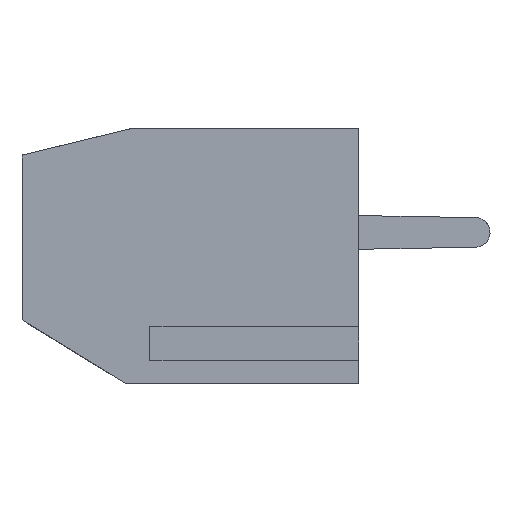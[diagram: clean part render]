
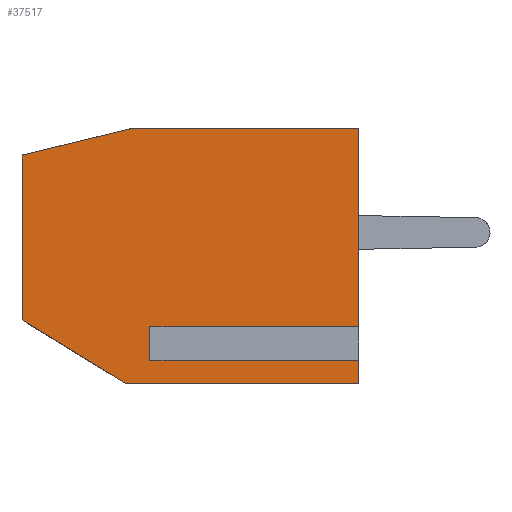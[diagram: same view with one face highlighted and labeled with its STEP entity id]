
A CAD part, left-side view. The second image highlights one B-rep face of the part: STEP entity #37517.
In plain terms, the highlighted planar face has unit normal (-1, 0, 0).
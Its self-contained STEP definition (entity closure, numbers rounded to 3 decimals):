
#589 = VECTOR ( 'NONE', #24053, 1000. ) ;
#1579 = DIRECTION ( 'NONE',  ( 0., -1., 0. ) ) ;
#1949 = EDGE_CURVE ( 'NONE', #31185, #10962, #27295, .T. ) ;
#3486 = ORIENTED_EDGE ( 'NONE', *, *, #28724, .F. ) ;
#3857 = DIRECTION ( 'NONE',  ( 0., 0., 1. ) ) ;
#4035 = ORIENTED_EDGE ( 'NONE', *, *, #37875, .T. ) ;
#4517 = EDGE_CURVE ( 'NONE', #35470, #17068, #8126, .T. ) ;
#4723 = LINE ( 'NONE', #34718, #6555 ) ;
#5391 = DIRECTION ( 'NONE',  ( 0., 0.853, 0.523 ) ) ;
#5506 = CARTESIAN_POINT ( 'NONE',  ( 0., 0., 1.482 ) ) ;
#5895 = ORIENTED_EDGE ( 'NONE', *, *, #37346, .T. ) ;
#5940 = CARTESIAN_POINT ( 'NONE',  ( 0., 6.2, 0.918 ) ) ;
#6194 = VECTOR ( 'NONE', #5391, 1000. ) ;
#6555 = VECTOR ( 'NONE', #10626, 1000. ) ;
#7127 = VECTOR ( 'NONE', #21387, 1000. ) ;
#8126 = LINE ( 'NONE', #26438, #6194 ) ;
#8186 = VECTOR ( 'NONE', #31143, 1000. ) ;
#9252 = DIRECTION ( 'NONE',  ( 0., -1., 0. ) ) ;
#10104 = VECTOR ( 'NONE', #3857, 1000. ) ;
#10289 = ORIENTED_EDGE ( 'NONE', *, *, #4517, .F. ) ;
#10626 = DIRECTION ( 'NONE',  ( 0., 0., 1. ) ) ;
#10962 = VERTEX_POINT ( 'NONE', #16180 ) ;
#11172 = DIRECTION ( 'NONE',  ( 0., 0., -1. ) ) ;
#11908 = CARTESIAN_POINT ( 'NONE',  ( 0., 6.2, 0.918 ) ) ;
#11925 = CARTESIAN_POINT ( 'NONE',  ( 0., 10., 0. ) ) ;
#12177 = ORIENTED_EDGE ( 'NONE', *, *, #15843, .T. ) ;
#12191 = LINE ( 'NONE', #24521, #7127 ) ;
#12231 = LINE ( 'NONE', #5940, #35179 ) ;
#12289 = DIRECTION ( 'NONE',  ( 0., -0.972, 0.236 ) ) ;
#14247 = CARTESIAN_POINT ( 'NONE',  ( 0., 0., 0.918 ) ) ;
#15272 = LINE ( 'NONE', #17912, #26422 ) ;
#15535 = VECTOR ( 'NONE', #1579, 1000. ) ;
#15843 = EDGE_CURVE ( 'NONE', #30826, #38970, #15272, .T. ) ;
#16180 = CARTESIAN_POINT ( 'NONE',  ( 0., 6.7, 7.6 ) ) ;
#16964 = DIRECTION ( 'NONE',  ( 1., 0., 0. ) ) ;
#17068 = VERTEX_POINT ( 'NONE', #36725 ) ;
#17433 = CARTESIAN_POINT ( 'NONE',  ( 0., 6.9, 0. ) ) ;
#17912 = CARTESIAN_POINT ( 'NONE',  ( 0., 6.2, 1.482 ) ) ;
#18532 = VECTOR ( 'NONE', #12289, 1000. ) ;
#18617 = LINE ( 'NONE', #19011, #8186 ) ;
#18822 = ORIENTED_EDGE ( 'NONE', *, *, #24380, .F. ) ;
#19011 = CARTESIAN_POINT ( 'NONE',  ( 0., 0., 7.6 ) ) ;
#19488 = VERTEX_POINT ( 'NONE', #11908 ) ;
#19570 = ORIENTED_EDGE ( 'NONE', *, *, #27937, .T. ) ;
#19723 = VERTEX_POINT ( 'NONE', #25096 ) ;
#20366 = CARTESIAN_POINT ( 'NONE',  ( 0., 10., 7.6 ) ) ;
#20532 = LINE ( 'NONE', #11925, #589 ) ;
#20922 = DIRECTION ( 'NONE',  ( 0., -1., 0. ) ) ;
#21387 = DIRECTION ( 'NONE',  ( 0., 0., 1. ) ) ;
#22859 = EDGE_CURVE ( 'NONE', #19488, #34415, #12231, .T. ) ;
#24053 = DIRECTION ( 'NONE',  ( 0., -1., 0. ) ) ;
#24380 = EDGE_CURVE ( 'NONE', #10962, #34239, #34751, .T. ) ;
#24521 = CARTESIAN_POINT ( 'NONE',  ( 0., 6.2, 0.918 ) ) ;
#25096 = CARTESIAN_POINT ( 'NONE',  ( 0., 0., 0. ) ) ;
#25302 = CARTESIAN_POINT ( 'NONE',  ( 0., 10., 7.6 ) ) ;
#26339 = PLANE ( 'NONE',  #35800 ) ;
#26422 = VECTOR ( 'NONE', #20922, 1000. ) ;
#26438 = CARTESIAN_POINT ( 'NONE',  ( 0., 10., 1.9 ) ) ;
#27295 = LINE ( 'NONE', #30437, #18532 ) ;
#27937 = EDGE_CURVE ( 'NONE', #35470, #19723, #20532, .T. ) ;
#27969 = ORIENTED_EDGE ( 'NONE', *, *, #22859, .F. ) ;
#28724 = EDGE_CURVE ( 'NONE', #17068, #31185, #35562, .T. ) ;
#30437 = CARTESIAN_POINT ( 'NONE',  ( 0., 10., 6.8 ) ) ;
#30826 = VERTEX_POINT ( 'NONE', #35529 ) ;
#31143 = DIRECTION ( 'NONE',  ( 0., 0., 1. ) ) ;
#31185 = VERTEX_POINT ( 'NONE', #36791 ) ;
#31788 = CARTESIAN_POINT ( 'NONE',  ( 0., 10., 7.6 ) ) ;
#31866 = ORIENTED_EDGE ( 'NONE', *, *, #1949, .F. ) ;
#32765 = EDGE_CURVE ( 'NONE', #38970, #34239, #18617, .T. ) ;
#33903 = EDGE_LOOP ( 'NONE', ( #31866, #3486, #10289, #19570, #5895, #27969, #4035, #12177, #39109, #18822 ) ) ;
#34239 = VERTEX_POINT ( 'NONE', #37764 ) ;
#34415 = VERTEX_POINT ( 'NONE', #14247 ) ;
#34718 = CARTESIAN_POINT ( 'NONE',  ( 0., 0., 7.6 ) ) ;
#34751 = LINE ( 'NONE', #31788, #15535 ) ;
#35179 = VECTOR ( 'NONE', #9252, 1000. ) ;
#35470 = VERTEX_POINT ( 'NONE', #17433 ) ;
#35529 = CARTESIAN_POINT ( 'NONE',  ( 0., 6.2, 1.482 ) ) ;
#35562 = LINE ( 'NONE', #25302, #10104 ) ;
#35800 = AXIS2_PLACEMENT_3D ( 'NONE', #20366, #16964, #11172 ) ;
#36725 = CARTESIAN_POINT ( 'NONE',  ( 0., 10., 1.9 ) ) ;
#36791 = CARTESIAN_POINT ( 'NONE',  ( 0., 10., 6.8 ) ) ;
#37346 = EDGE_CURVE ( 'NONE', #19723, #34415, #4723, .T. ) ;
#37517 = ADVANCED_FACE ( 'NONE', ( #38430 ), #26339, .F. ) ;
#37764 = CARTESIAN_POINT ( 'NONE',  ( 0., 0., 7.6 ) ) ;
#37875 = EDGE_CURVE ( 'NONE', #19488, #30826, #12191, .T. ) ;
#38430 = FACE_OUTER_BOUND ( 'NONE', #33903, .T. ) ;
#38970 = VERTEX_POINT ( 'NONE', #5506 ) ;
#39109 = ORIENTED_EDGE ( 'NONE', *, *, #32765, .T. ) ;
